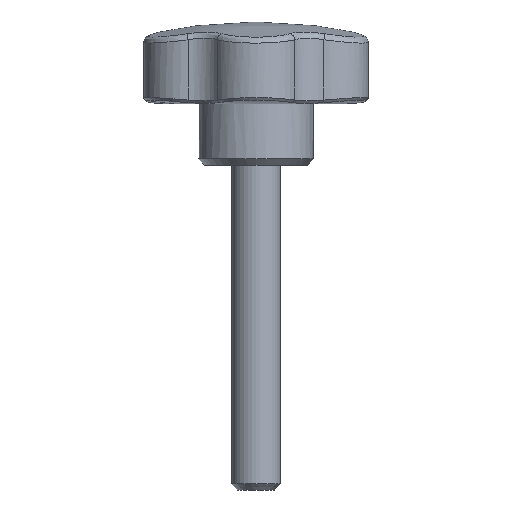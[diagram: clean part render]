
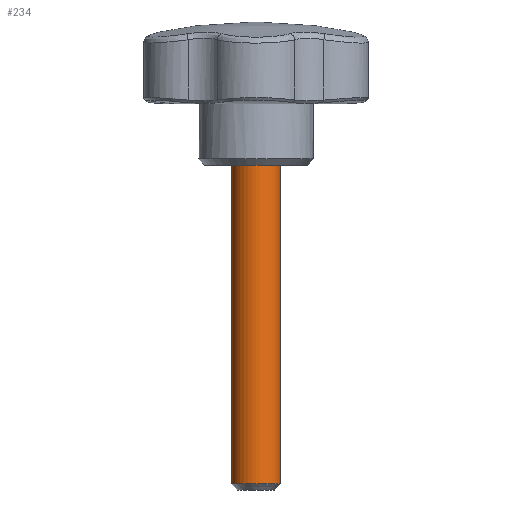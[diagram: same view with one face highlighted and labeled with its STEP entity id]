
A CAD part, front view. The second image highlights one B-rep face of the part: STEP entity #234.
In plain terms, the highlighted cylindrical face has radius 6 mm (diameter 12 mm), a full revolution.
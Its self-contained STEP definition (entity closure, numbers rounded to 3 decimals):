
#234 = ADVANCED_FACE( '', ( #501, #502 ), #503, .T. );
#501 = FACE_OUTER_BOUND( '', #2968, .T. );
#502 = FACE_OUTER_BOUND( '', #2969, .T. );
#503 = CYLINDRICAL_SURFACE( '', #2970, 6. );
#2968 = EDGE_LOOP( '', ( #4128 ) );
#2969 = EDGE_LOOP( '', ( #4129 ) );
#2970 = AXIS2_PLACEMENT_3D( '', #4130, #4131, #4132 );
#4128 = ORIENTED_EDGE( '', *, *, #4528, .T. );
#4129 = ORIENTED_EDGE( '', *, *, #4389, .T. );
#4130 = CARTESIAN_POINT( '', ( 0., 0., 18. ) );
#4131 = DIRECTION( '', ( 0., 0., -1. ) );
#4132 = DIRECTION( '', ( -1., 0., 0. ) );
#4389 = EDGE_CURVE( '', #4731, #4731, #4732, .F. );
#4528 = EDGE_CURVE( '', #4941, #4941, #4942, .T. );
#4731 = VERTEX_POINT( '', #6516 );
#4732 = CIRCLE( '', #6517, 6. );
#4941 = VERTEX_POINT( '', #7559 );
#4942 = CIRCLE( '', #7560, 6. );
#6516 = CARTESIAN_POINT( '', ( 6., 0., 0. ) );
#6517 = AXIS2_PLACEMENT_3D( '', #7915, #7916, #7917 );
#7559 = CARTESIAN_POINT( '', ( -6., 0., -78. ) );
#7560 = AXIS2_PLACEMENT_3D( '', #8040, #8041, #8042 );
#7915 = CARTESIAN_POINT( '', ( 0., 0., 0. ) );
#7916 = DIRECTION( '', ( 0., 0., 1. ) );
#7917 = DIRECTION( '', ( 1., 0., 0. ) );
#8040 = CARTESIAN_POINT( '', ( 0., 0., -78. ) );
#8041 = DIRECTION( '', ( 0., 0., 1. ) );
#8042 = DIRECTION( '', ( -1., 0., 0. ) );
